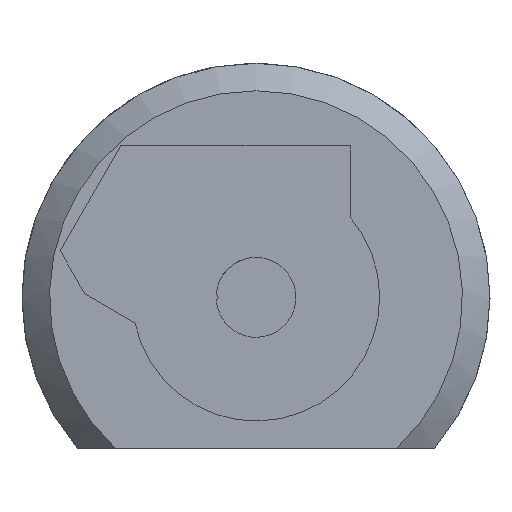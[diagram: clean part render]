
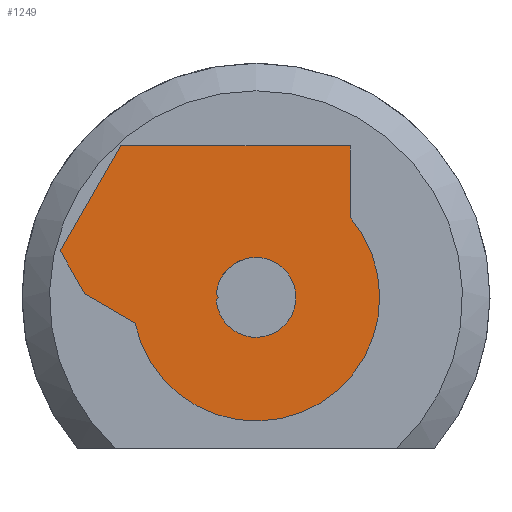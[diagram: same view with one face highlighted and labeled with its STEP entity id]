
A CAD part, left-side view. The second image highlights one B-rep face of the part: STEP entity #1249.
In plain terms, the highlighted planar face has unit normal (-1, 0, 0).
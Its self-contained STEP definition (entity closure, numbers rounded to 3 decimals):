
#55=FACE_BOUND('',#450,.T.);
#138=LINE('',#2151,#207);
#146=LINE('',#2247,#215);
#148=LINE('',#2255,#217);
#149=LINE('',#2257,#218);
#150=LINE('',#2259,#219);
#151=LINE('',#2261,#220);
#152=LINE('',#2262,#221);
#207=VECTOR('',#1767,10.);
#215=VECTOR('',#1797,10.);
#217=VECTOR('',#1805,10.);
#218=VECTOR('',#1806,10.);
#219=VECTOR('',#1807,10.);
#220=VECTOR('',#1808,10.);
#221=VECTOR('',#1809,10.);
#264=PLANE('',#1426);
#339=FACE_OUTER_BOUND('',#449,.T.);
#449=EDGE_LOOP('',(#1118,#1119,#1120,#1121,#1122,#1123));
#450=EDGE_LOOP('',(#1124,#1125,#1126,#1127));
#542=CIRCLE('',#1420,2.9);
#546=CIRCLE('',#1427,8.988);
#547=CIRCLE('',#1428,2.9);
#649=VERTEX_POINT('',#2148);
#650=VERTEX_POINT('',#2150);
#658=VERTEX_POINT('',#2178);
#661=VERTEX_POINT('',#2246);
#662=VERTEX_POINT('',#2251);
#663=VERTEX_POINT('',#2252);
#664=VERTEX_POINT('',#2254);
#665=VERTEX_POINT('',#2256);
#666=VERTEX_POINT('',#2258);
#667=VERTEX_POINT('',#2260);
#800=EDGE_CURVE('',#650,#649,#138,.T.);
#811=EDGE_CURVE('',#649,#658,#542,.T.);
#818=EDGE_CURVE('',#650,#661,#146,.T.);
#821=EDGE_CURVE('',#662,#663,#546,.T.);
#822=EDGE_CURVE('',#664,#662,#148,.T.);
#823=EDGE_CURVE('',#664,#665,#149,.T.);
#824=EDGE_CURVE('',#665,#666,#150,.T.);
#825=EDGE_CURVE('',#666,#667,#151,.T.);
#826=EDGE_CURVE('',#663,#667,#152,.T.);
#827=EDGE_CURVE('',#661,#658,#547,.T.);
#1118=ORIENTED_EDGE('',*,*,#821,.F.);
#1119=ORIENTED_EDGE('',*,*,#822,.F.);
#1120=ORIENTED_EDGE('',*,*,#823,.T.);
#1121=ORIENTED_EDGE('',*,*,#824,.T.);
#1122=ORIENTED_EDGE('',*,*,#825,.T.);
#1123=ORIENTED_EDGE('',*,*,#826,.F.);
#1124=ORIENTED_EDGE('',*,*,#800,.T.);
#1125=ORIENTED_EDGE('',*,*,#811,.T.);
#1126=ORIENTED_EDGE('',*,*,#827,.F.);
#1127=ORIENTED_EDGE('',*,*,#818,.F.);
#1249=ADVANCED_FACE('',(#339,#55),#264,.F.);
#1420=AXIS2_PLACEMENT_3D('',#2180,#1786,#1787);
#1426=AXIS2_PLACEMENT_3D('',#2250,#1801,#1802);
#1427=AXIS2_PLACEMENT_3D('',#2253,#1803,#1804);
#1428=AXIS2_PLACEMENT_3D('',#2263,#1810,#1811);
#1767=DIRECTION('',(0.,0.5,0.866));
#1786=DIRECTION('center_axis',(1.,0.,0.));
#1787=DIRECTION('ref_axis',(0.,1.,0.));
#1797=DIRECTION('',(0.,0.5,-0.866));
#1801=DIRECTION('center_axis',(1.,0.,0.));
#1802=DIRECTION('ref_axis',(0.,1.,0.));
#1803=DIRECTION('center_axis',(1.,0.,0.));
#1804=DIRECTION('ref_axis',(0.,1.,0.));
#1805=DIRECTION('',(0.,0.,-1.));
#1806=DIRECTION('',(0.,1.,0.));
#1807=DIRECTION('',(0.,0.5,-0.866));
#1808=DIRECTION('',(0.,-0.5,-0.866));
#1809=DIRECTION('',(0.,0.866,0.5));
#1810=DIRECTION('center_axis',(-1.,0.,0.));
#1811=DIRECTION('ref_axis',(0.,1.,0.));
#2148=CARTESIAN_POINT('',(0.,2.888,0.262));
#2150=CARTESIAN_POINT('',(0.,2.734,-0.005));
#2151=CARTESIAN_POINT('',(0.,3.015,0.481));
#2178=CARTESIAN_POINT('',(0.,-2.506,1.46));
#2180=CARTESIAN_POINT('Origin',(0.,0.,0.));
#2246=CARTESIAN_POINT('',(0.,2.885,-0.267));
#2247=CARTESIAN_POINT('',(0.,2.885,-0.267));
#2250=CARTESIAN_POINT('Origin',(0.,2.615,1.004));
#2251=CARTESIAN_POINT('',(0.,-6.833,5.839));
#2252=CARTESIAN_POINT('',(0.,8.794,-1.854));
#2253=CARTESIAN_POINT('Origin',(0.,0.,0.));
#2254=CARTESIAN_POINT('',(0.,-6.833,10.995));
#2255=CARTESIAN_POINT('',(0.,-6.833,10.995));
#2256=CARTESIAN_POINT('',(0.,9.812,10.995));
#2257=CARTESIAN_POINT('',(0.,-6.833,10.995));
#2258=CARTESIAN_POINT('',(0.,14.217,3.366));
#2259=CARTESIAN_POINT('',(0.,9.812,10.995));
#2260=CARTESIAN_POINT('',(0.,12.408,0.232));
#2261=CARTESIAN_POINT('',(0.,14.217,3.366));
#2262=CARTESIAN_POINT('',(0.,8.794,-1.854));
#2263=CARTESIAN_POINT('Origin',(0.,-0.003,-0.005));
